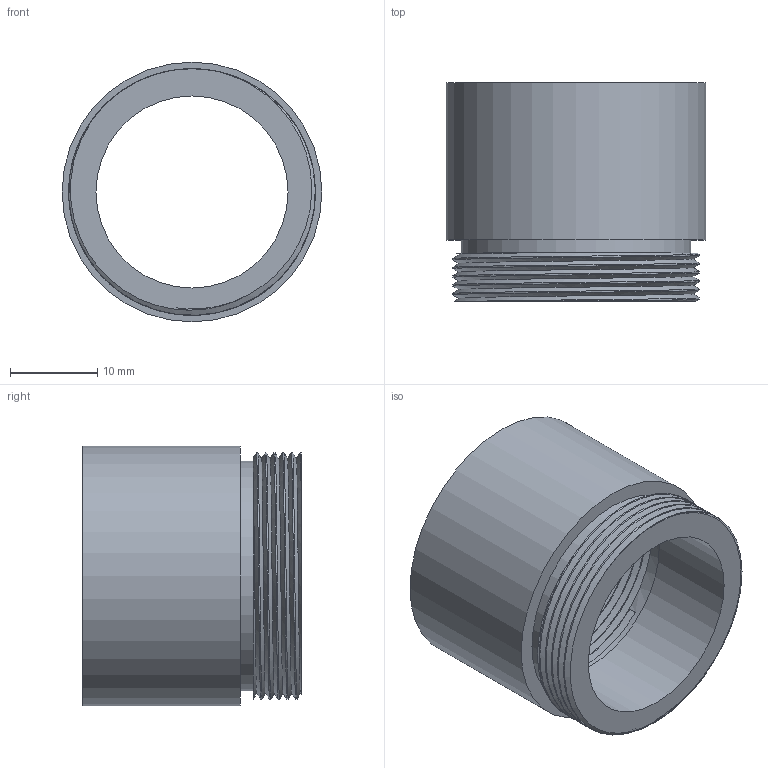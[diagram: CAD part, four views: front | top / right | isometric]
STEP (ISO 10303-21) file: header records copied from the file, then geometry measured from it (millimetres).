
FILE_DESCRIPTION (( 'STEP AP214' ), '1' );
FILE_NAME ('ZP-MC-A-21034.STEP', '2011-11-02T19:51:06', ( '.ADC' ), ( 'ADC' ), 'SwSTEP 2.0', 'SolidWorks 2011', '' );
FILE_SCHEMA (( 'AUTOMOTIVE_DESIGN' ));
Length unit declared in the file: millimetre
Products named in the file (1): ZP-MC-A-21034
Bounding box: 29.75 x 25 x 29.75 mm (x, y, z)
Volume: 5768.1 mm3; surface area: 6066.4 mm2
Topology: 1 solids, 1 shells, 27 faces, 66 edges, 44 vertices
Faces by surface type: cylinder 17, plane 6, bspline 4
Full cylindrical faces by diameter (mm): 22 x1, 24 x12, 26.25 x1, 29.75 x1
Entity records: 3050 total; most frequent: CARTESIAN_POINT 2753, ORIENTED_EDGE 50, DIRECTION 47, EDGE_CURVE 25, EDGE_LOOP 24, AXIS2_PLACEMENT_3D 22, FACE_OUTER_BOUND 19, VERTEX_POINT 19
